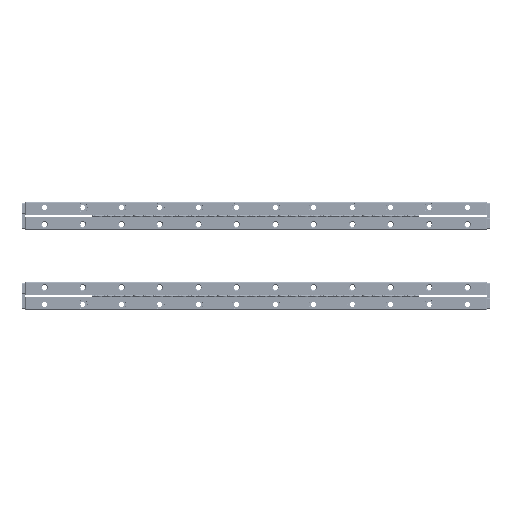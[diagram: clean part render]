
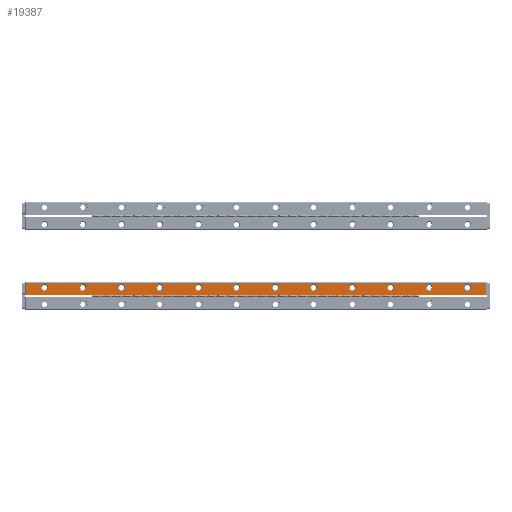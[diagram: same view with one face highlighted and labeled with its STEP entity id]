
A CAD part, top view. The second image highlights one B-rep face of the part: STEP entity #19387.
In plain terms, the highlighted planar face has unit normal (0, 0, 1).
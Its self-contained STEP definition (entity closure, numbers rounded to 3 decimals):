
#19387=ADVANCED_FACE('',(#37162,#37163,#37164,#37165,#37166,#37167,#37168,
#37169,#37170,#37171,#37172,#37173,#37174),#25988,.T.);
#25988=PLANE('',#127870);
#28297=CIRCLE('',#127858,2.175);
#28298=CIRCLE('',#127859,2.175);
#28299=CIRCLE('',#127860,2.175);
#28300=CIRCLE('',#127861,2.175);
#28301=CIRCLE('',#127862,2.175);
#28302=CIRCLE('',#127863,2.175);
#28303=CIRCLE('',#127864,2.175);
#28304=CIRCLE('',#127865,2.175);
#28305=CIRCLE('',#127866,2.175);
#28306=CIRCLE('',#127867,2.175);
#28307=CIRCLE('',#127868,2.175);
#28308=CIRCLE('',#127869,2.175);
#37162=FACE_BOUND('',#41735,.T.);
#37163=FACE_BOUND('',#41736,.T.);
#37164=FACE_BOUND('',#41737,.T.);
#37165=FACE_BOUND('',#41738,.T.);
#37166=FACE_BOUND('',#41739,.T.);
#37167=FACE_BOUND('',#41740,.T.);
#37168=FACE_BOUND('',#41741,.T.);
#37169=FACE_BOUND('',#41742,.T.);
#37170=FACE_BOUND('',#41743,.T.);
#37171=FACE_BOUND('',#41744,.T.);
#37172=FACE_BOUND('',#41745,.T.);
#37173=FACE_BOUND('',#41746,.T.);
#37174=FACE_BOUND('',#41747,.T.);
#41735=EDGE_LOOP('',(#52549));
#41736=EDGE_LOOP('',(#52550));
#41737=EDGE_LOOP('',(#52551));
#41738=EDGE_LOOP('',(#52552));
#41739=EDGE_LOOP('',(#52553));
#41740=EDGE_LOOP('',(#52554));
#41741=EDGE_LOOP('',(#52555));
#41742=EDGE_LOOP('',(#52556));
#41743=EDGE_LOOP('',(#52557));
#41744=EDGE_LOOP('',(#52558));
#41745=EDGE_LOOP('',(#52559));
#41746=EDGE_LOOP('',(#52560));
#41747=EDGE_LOOP('',(#52561,#52562,#52563,#52564));
#52549=ORIENTED_EDGE('',*,*,#96583,.T.);
#52550=ORIENTED_EDGE('',*,*,#96584,.T.);
#52551=ORIENTED_EDGE('',*,*,#96585,.T.);
#52552=ORIENTED_EDGE('',*,*,#96586,.T.);
#52553=ORIENTED_EDGE('',*,*,#96587,.T.);
#52554=ORIENTED_EDGE('',*,*,#96588,.T.);
#52555=ORIENTED_EDGE('',*,*,#96589,.T.);
#52556=ORIENTED_EDGE('',*,*,#96590,.T.);
#52557=ORIENTED_EDGE('',*,*,#96591,.T.);
#52558=ORIENTED_EDGE('',*,*,#96592,.T.);
#52559=ORIENTED_EDGE('',*,*,#96593,.T.);
#52560=ORIENTED_EDGE('',*,*,#96594,.T.);
#52561=ORIENTED_EDGE('',*,*,#96595,.T.);
#52562=ORIENTED_EDGE('',*,*,#96596,.T.);
#52563=ORIENTED_EDGE('',*,*,#96597,.T.);
#52564=ORIENTED_EDGE('',*,*,#96598,.T.);
#84705=VERTEX_POINT('',#181500);
#84706=VERTEX_POINT('',#181502);
#84707=VERTEX_POINT('',#181504);
#84708=VERTEX_POINT('',#181506);
#84709=VERTEX_POINT('',#181508);
#84710=VERTEX_POINT('',#181510);
#84711=VERTEX_POINT('',#181512);
#84712=VERTEX_POINT('',#181514);
#84713=VERTEX_POINT('',#181516);
#84714=VERTEX_POINT('',#181518);
#84715=VERTEX_POINT('',#181520);
#84716=VERTEX_POINT('',#181522);
#84717=VERTEX_POINT('',#181524);
#84718=VERTEX_POINT('',#181525);
#84719=VERTEX_POINT('',#181527);
#84720=VERTEX_POINT('',#181529);
#96583=EDGE_CURVE('',#84705,#84705,#28297,.T.);
#96584=EDGE_CURVE('',#84706,#84706,#28298,.T.);
#96585=EDGE_CURVE('',#84707,#84707,#28299,.T.);
#96586=EDGE_CURVE('',#84708,#84708,#28300,.T.);
#96587=EDGE_CURVE('',#84709,#84709,#28301,.T.);
#96588=EDGE_CURVE('',#84710,#84710,#28302,.T.);
#96589=EDGE_CURVE('',#84711,#84711,#28303,.T.);
#96590=EDGE_CURVE('',#84712,#84712,#28304,.T.);
#96591=EDGE_CURVE('',#84713,#84713,#28305,.T.);
#96592=EDGE_CURVE('',#84714,#84714,#28306,.T.);
#96593=EDGE_CURVE('',#84715,#84715,#28307,.T.);
#96594=EDGE_CURVE('',#84716,#84716,#28308,.T.);
#96595=EDGE_CURVE('',#84717,#84718,#112925,.T.);
#96596=EDGE_CURVE('',#84718,#84719,#112926,.T.);
#96597=EDGE_CURVE('',#84719,#84720,#112927,.T.);
#96598=EDGE_CURVE('',#84720,#84717,#112928,.T.);
#112925=LINE('',#181523,#120621);
#112926=LINE('',#181526,#120622);
#112927=LINE('',#181528,#120623);
#112928=LINE('',#181530,#120624);
#120621=VECTOR('',#143266,1.);
#120622=VECTOR('',#143267,1.);
#120623=VECTOR('',#143268,1.);
#120624=VECTOR('',#143269,1.);
#127858=AXIS2_PLACEMENT_3D('',#181499,#143242,#143243);
#127859=AXIS2_PLACEMENT_3D('',#181501,#143244,#143245);
#127860=AXIS2_PLACEMENT_3D('',#181503,#143246,#143247);
#127861=AXIS2_PLACEMENT_3D('',#181505,#143248,#143249);
#127862=AXIS2_PLACEMENT_3D('',#181507,#143250,#143251);
#127863=AXIS2_PLACEMENT_3D('',#181509,#143252,#143253);
#127864=AXIS2_PLACEMENT_3D('',#181511,#143254,#143255);
#127865=AXIS2_PLACEMENT_3D('',#181513,#143256,#143257);
#127866=AXIS2_PLACEMENT_3D('',#181515,#143258,#143259);
#127867=AXIS2_PLACEMENT_3D('',#181517,#143260,#143261);
#127868=AXIS2_PLACEMENT_3D('',#181519,#143262,#143263);
#127869=AXIS2_PLACEMENT_3D('',#181521,#143264,#143265);
#127870=AXIS2_PLACEMENT_3D('',#181531,#143270,#143271);
#143242=DIRECTION('',(0.,0.,-1.));
#143243=DIRECTION('',(1.,0.,0.));
#143244=DIRECTION('',(0.,0.,-1.));
#143245=DIRECTION('',(1.,0.,0.));
#143246=DIRECTION('',(0.,0.,-1.));
#143247=DIRECTION('',(1.,0.,0.));
#143248=DIRECTION('',(0.,0.,-1.));
#143249=DIRECTION('',(1.,0.,0.));
#143250=DIRECTION('',(0.,0.,-1.));
#143251=DIRECTION('',(1.,0.,0.));
#143252=DIRECTION('',(0.,0.,-1.));
#143253=DIRECTION('',(1.,0.,0.));
#143254=DIRECTION('',(0.,0.,-1.));
#143255=DIRECTION('',(1.,0.,0.));
#143256=DIRECTION('',(0.,0.,-1.));
#143257=DIRECTION('',(1.,0.,0.));
#143258=DIRECTION('',(0.,0.,-1.));
#143259=DIRECTION('',(1.,0.,0.));
#143260=DIRECTION('',(0.,0.,-1.));
#143261=DIRECTION('',(1.,0.,0.));
#143262=DIRECTION('',(0.,0.,-1.));
#143263=DIRECTION('',(1.,0.,0.));
#143264=DIRECTION('',(0.,0.,-1.));
#143265=DIRECTION('',(1.,0.,0.));
#143266=DIRECTION('',(-1.,0.,0.));
#143267=DIRECTION('',(0.,-1.,0.));
#143268=DIRECTION('',(1.,0.,0.));
#143269=DIRECTION('',(0.,1.,0.));
#143270=DIRECTION('',(0.,0.,1.));
#143271=DIRECTION('',(1.,0.,0.));
#181499=CARTESIAN_POINT('',(287.5,14.5,8.));
#181500=CARTESIAN_POINT('',(289.675,14.5,8.));
#181501=CARTESIAN_POINT('',(262.5,14.5,8.));
#181502=CARTESIAN_POINT('',(264.675,14.5,8.));
#181503=CARTESIAN_POINT('',(237.5,14.5,8.));
#181504=CARTESIAN_POINT('',(239.675,14.5,8.));
#181505=CARTESIAN_POINT('',(212.5,14.5,8.));
#181506=CARTESIAN_POINT('',(214.675,14.5,8.));
#181507=CARTESIAN_POINT('',(187.5,14.5,8.));
#181508=CARTESIAN_POINT('',(189.675,14.5,8.));
#181509=CARTESIAN_POINT('',(162.5,14.5,8.));
#181510=CARTESIAN_POINT('',(164.675,14.5,8.));
#181511=CARTESIAN_POINT('',(137.5,14.5,8.));
#181512=CARTESIAN_POINT('',(139.675,14.5,8.));
#181513=CARTESIAN_POINT('',(112.5,14.5,8.));
#181514=CARTESIAN_POINT('',(114.675,14.5,8.));
#181515=CARTESIAN_POINT('',(87.5,14.5,8.));
#181516=CARTESIAN_POINT('',(89.675,14.5,8.));
#181517=CARTESIAN_POINT('',(62.5,14.5,8.));
#181518=CARTESIAN_POINT('',(64.675,14.5,8.));
#181519=CARTESIAN_POINT('',(37.5,14.5,8.));
#181520=CARTESIAN_POINT('',(39.675,14.5,8.));
#181521=CARTESIAN_POINT('',(12.5,14.5,8.));
#181522=CARTESIAN_POINT('',(14.675,14.5,8.));
#181523=CARTESIAN_POINT('',(150.,17.575,8.));
#181524=CARTESIAN_POINT('',(299.575,17.575,8.));
#181525=CARTESIAN_POINT('',(0.425,17.575,8.));
#181526=CARTESIAN_POINT('',(0.425,13.7,8.));
#181527=CARTESIAN_POINT('',(0.425,9.825,8.));
#181528=CARTESIAN_POINT('',(150.,9.825,8.));
#181529=CARTESIAN_POINT('',(299.575,9.825,8.));
#181530=CARTESIAN_POINT('',(299.575,13.7,8.));
#181531=CARTESIAN_POINT('',(150.,13.7,8.));
